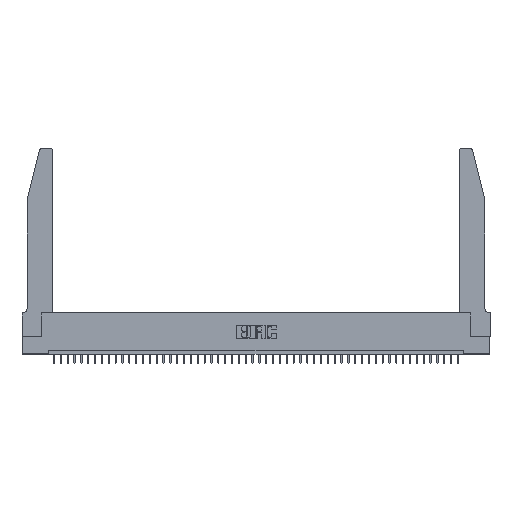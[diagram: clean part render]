
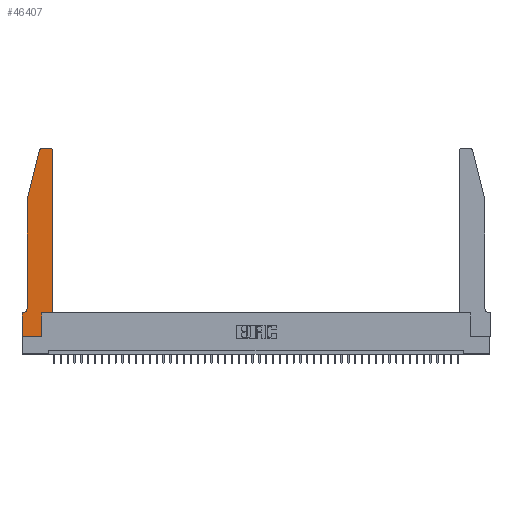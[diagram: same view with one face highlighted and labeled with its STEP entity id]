
A CAD part, top view. The second image highlights one B-rep face of the part: STEP entity #46407.
In plain terms, the highlighted planar face has unit normal (0, 0, 1).
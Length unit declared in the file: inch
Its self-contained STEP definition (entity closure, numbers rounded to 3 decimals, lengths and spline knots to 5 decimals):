
#177 = CIRCLE ( 'NONE', #27079, 0.03 ) ;
#261 = LINE ( 'NONE', #4819, #38214 ) ;
#447 = ORIENTED_EDGE ( 'NONE', *, *, #24707, .T. ) ;
#1109 = DIRECTION ( 'NONE',  ( 0., 1., 0. ) ) ;
#1647 = CARTESIAN_POINT ( 'NONE',  ( 0.2865, 0.35, 0.37 ) ) ;
#2822 = DIRECTION ( 'NONE',  ( -1., 0., 0. ) ) ;
#3146 = EDGE_CURVE ( 'NONE', #39825, #11375, #12025, .T. ) ;
#3341 = ORIENTED_EDGE ( 'NONE', *, *, #10887, .T. ) ;
#3418 = EDGE_CURVE ( 'NONE', #47031, #21567, #32914, .T. ) ;
#3648 = DIRECTION ( 'NONE',  ( -1., 0., 0. ) ) ;
#3771 = AXIS2_PLACEMENT_3D ( 'NONE', #23919, #5634, #17173 ) ;
#4819 = CARTESIAN_POINT ( 'NONE',  ( 0., 0., 0.37 ) ) ;
#5634 = DIRECTION ( 'NONE',  ( 0., 0., 1. ) ) ;
#6993 = EDGE_CURVE ( 'NONE', #21801, #29529, #41907, .T. ) ;
#7239 = VECTOR ( 'NONE', #33945, 39.37008 ) ;
#7285 = VECTOR ( 'NONE', #2822, 39.37008 ) ;
#7554 = CARTESIAN_POINT ( 'NONE',  ( 0.0755, 2., 0.37 ) ) ;
#8354 = DIRECTION ( 'NONE',  ( 0., 0., -1. ) ) ;
#8776 = EDGE_CURVE ( 'NONE', #21567, #39825, #32428, .T. ) ;
#9167 = CARTESIAN_POINT ( 'NONE',  ( 0.2865, 0.35, 0.37 ) ) ;
#9804 = CARTESIAN_POINT ( 'NONE',  ( 0.0755, 0.35, 0.37 ) ) ;
#9990 = CARTESIAN_POINT ( 'NONE',  ( 0.4205, 2.75, 0.37 ) ) ;
#10238 = VECTOR ( 'NONE', #47143, 39.37008 ) ;
#10553 = ORIENTED_EDGE ( 'NONE', *, *, #16206, .T. ) ;
#10728 = CARTESIAN_POINT ( 'NONE',  ( 0.0755, 2., 0.37 ) ) ;
#10887 = EDGE_CURVE ( 'NONE', #13175, #39490, #24304, .T. ) ;
#11056 = DIRECTION ( 'NONE',  ( 0., 0., 1. ) ) ;
#11312 = DIRECTION ( 'NONE',  ( 0., 0., 1. ) ) ;
#11375 = VERTEX_POINT ( 'NONE', #19130 ) ;
#11638 = LINE ( 'NONE', #7554, #43763 ) ;
#11727 = DIRECTION ( 'NONE',  ( -1., 0., 0. ) ) ;
#11929 = CARTESIAN_POINT ( 'NONE',  ( 0.4505, 0.35, 0.37 ) ) ;
#12025 = LINE ( 'NONE', #26715, #7239 ) ;
#12141 = AXIS2_PLACEMENT_3D ( 'NONE', #37015, #8354, #11727 ) ;
#12291 = VERTEX_POINT ( 'NONE', #26726 ) ;
#12494 = ORIENTED_EDGE ( 'NONE', *, *, #16745, .T. ) ;
#12735 = EDGE_LOOP ( 'NONE', ( #36266, #447, #10553, #34183, #33520, #45863, #25742, #46730, #12494, #30690, #47236, #3341 ) ) ;
#13175 = VERTEX_POINT ( 'NONE', #30230 ) ;
#13560 = PLANE ( 'NONE',  #3771 ) ;
#14178 = VECTOR ( 'NONE', #1109, 39.37008 ) ;
#15261 = EDGE_CURVE ( 'NONE', #39490, #46389, #19270, .T. ) ;
#16206 = EDGE_CURVE ( 'NONE', #44177, #12291, #11638, .T. ) ;
#16745 = EDGE_CURVE ( 'NONE', #42847, #21801, #27709, .T. ) ;
#16852 = DIRECTION ( 'NONE',  ( 0., 1., 0. ) ) ;
#17173 = DIRECTION ( 'NONE',  ( 1., 0., 0. ) ) ;
#17704 = LINE ( 'NONE', #10728, #25391 ) ;
#18141 = AXIS2_PLACEMENT_3D ( 'NONE', #44306, #11312, #28916 ) ;
#19048 = CARTESIAN_POINT ( 'NONE',  ( 0.4505, 0.35, 0.37 ) ) ;
#19069 = EDGE_CURVE ( 'NONE', #12291, #47031, #17704, .T. ) ;
#19073 = VECTOR ( 'NONE', #3648, 39.37008 ) ;
#19130 = CARTESIAN_POINT ( 'NONE',  ( 0., 0., 0.37 ) ) ;
#19270 = LINE ( 'NONE', #26268, #19073 ) ;
#19499 = DIRECTION ( 'NONE',  ( 1., 0., 0. ) ) ;
#19857 = LINE ( 'NONE', #11929, #14178 ) ;
#21567 = VERTEX_POINT ( 'NONE', #36819 ) ;
#21801 = VERTEX_POINT ( 'NONE', #1647 ) ;
#22302 = CARTESIAN_POINT ( 'NONE',  ( 0.0755, 0.42, 0.37 ) ) ;
#23919 = CARTESIAN_POINT ( 'NONE',  ( 0., 0.35, 0.37 ) ) ;
#24304 = CIRCLE ( 'NONE', #18141, 0.03 ) ;
#24707 = EDGE_CURVE ( 'NONE', #46389, #44177, #177, .T. ) ;
#25391 = VECTOR ( 'NONE', #40127, 39.37008 ) ;
#25742 = ORIENTED_EDGE ( 'NONE', *, *, #3146, .T. ) ;
#26216 = DIRECTION ( 'NONE',  ( 1., 0., 0. ) ) ;
#26268 = CARTESIAN_POINT ( 'NONE',  ( 0.2605, 2.75, 0.37 ) ) ;
#26595 = CARTESIAN_POINT ( 'NONE',  ( 0.284, 2.75, 0.37 ) ) ;
#26715 = CARTESIAN_POINT ( 'NONE',  ( 0., 0., 0.37 ) ) ;
#26726 = CARTESIAN_POINT ( 'NONE',  ( 0.0755, 2., 0.37 ) ) ;
#27079 = AXIS2_PLACEMENT_3D ( 'NONE', #44058, #11056, #26216 ) ;
#27306 = EDGE_CURVE ( 'NONE', #29529, #13175, #19857, .T. ) ;
#27709 = LINE ( 'NONE', #9167, #30733 ) ;
#28914 = CARTESIAN_POINT ( 'NONE',  ( 0.2865, 0., 0.37 ) ) ;
#28916 = DIRECTION ( 'NONE',  ( 1., 0., 0. ) ) ;
#29529 = VERTEX_POINT ( 'NONE', #19048 ) ;
#30230 = CARTESIAN_POINT ( 'NONE',  ( 0.4505, 2.72, 0.37 ) ) ;
#30690 = ORIENTED_EDGE ( 'NONE', *, *, #6993, .T. ) ;
#30733 = VECTOR ( 'NONE', #16852, 39.37008 ) ;
#31636 = FACE_OUTER_BOUND ( 'NONE', #12735, .T. ) ;
#32028 = EDGE_CURVE ( 'NONE', #11375, #42847, #261, .T. ) ;
#32043 = CARTESIAN_POINT ( 'NONE',  ( 0.25487, 2.72718, 0.37 ) ) ;
#32428 = LINE ( 'NONE', #9804, #7285 ) ;
#32914 = CIRCLE ( 'NONE', #12141, 0.07 ) ;
#33333 = DIRECTION ( 'NONE',  ( -0.239, -0.971, 0. ) ) ;
#33520 = ORIENTED_EDGE ( 'NONE', *, *, #3418, .T. ) ;
#33945 = DIRECTION ( 'NONE',  ( 0., -1., 0. ) ) ;
#34183 = ORIENTED_EDGE ( 'NONE', *, *, #19069, .T. ) ;
#35861 = CARTESIAN_POINT ( 'NONE',  ( 0.4505, 0.35, 0.37 ) ) ;
#36266 = ORIENTED_EDGE ( 'NONE', *, *, #15261, .T. ) ;
#36819 = CARTESIAN_POINT ( 'NONE',  ( 0.0055, 0.35, 0.37 ) ) ;
#37015 = CARTESIAN_POINT ( 'NONE',  ( 0.0055, 0.42, 0.37 ) ) ;
#38214 = VECTOR ( 'NONE', #19499, 39.37008 ) ;
#39490 = VERTEX_POINT ( 'NONE', #9990 ) ;
#39825 = VERTEX_POINT ( 'NONE', #42704 ) ;
#40127 = DIRECTION ( 'NONE',  ( 0., -1., 0. ) ) ;
#41907 = LINE ( 'NONE', #35861, #10238 ) ;
#42704 = CARTESIAN_POINT ( 'NONE',  ( 0., 0.35, 0.37 ) ) ;
#42847 = VERTEX_POINT ( 'NONE', #28914 ) ;
#43763 = VECTOR ( 'NONE', #33333, 39.37008 ) ;
#44058 = CARTESIAN_POINT ( 'NONE',  ( 0.284, 2.72, 0.37 ) ) ;
#44177 = VERTEX_POINT ( 'NONE', #32043 ) ;
#44306 = CARTESIAN_POINT ( 'NONE',  ( 0.4205, 2.72, 0.37 ) ) ;
#45863 = ORIENTED_EDGE ( 'NONE', *, *, #8776, .T. ) ;
#46389 = VERTEX_POINT ( 'NONE', #26595 ) ;
#46407 = ADVANCED_FACE ( 'NONE', ( #31636 ), #13560, .T. ) ;
#46730 = ORIENTED_EDGE ( 'NONE', *, *, #32028, .T. ) ;
#47031 = VERTEX_POINT ( 'NONE', #22302 ) ;
#47143 = DIRECTION ( 'NONE',  ( 1., 0., 0. ) ) ;
#47236 = ORIENTED_EDGE ( 'NONE', *, *, #27306, .T. ) ;
